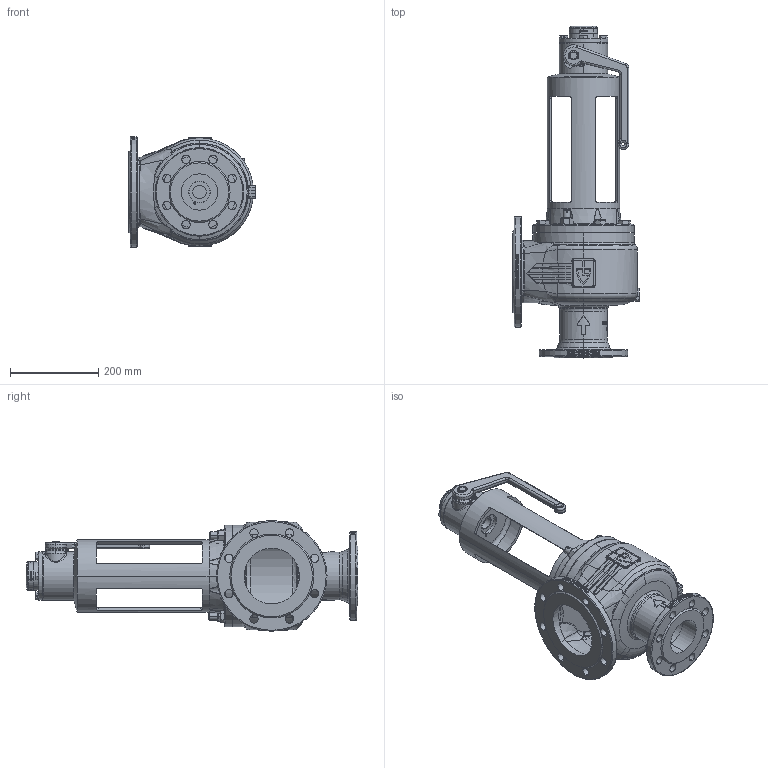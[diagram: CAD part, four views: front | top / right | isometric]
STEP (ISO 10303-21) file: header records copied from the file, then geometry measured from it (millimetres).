
FILE_DESCRIPTION (( 'STEP AP214' ), '1' );
FILE_NAME ('355SGL_80_FLFL_80125_MD.STEP', '2020-08-20T07:16:24', ( '' ), ( '' ), 'SwSTEP 2.0', 'SolidWorks 2020', '' );
FILE_SCHEMA (( 'AUTOMOTIVE_DESIGN' ));
Length unit declared in the file: millimetre
Products named in the file (1): 355SGL_80_FLFL_80125_MD
Bounding box: 286 x 751 x 250 mm (x, y, z)
Volume: 5156387.6 mm3; surface area: 1095457.4 mm2
Topology: 26 solids, 26 shells, 3096 faces, 7787 edges, 4924 vertices
Faces by surface type: plane 1120, bspline 832, cylinder 663, cone 291, torus 172, sphere 18
Entity records: 237732 total; most frequent: CARTESIAN_POINT 135363, ORIENTED_EDGE 15436, DIRECTION 12112, EDGE_CURVE 7718, VERTEX_POINT 4924, AXIS2_PLACEMENT_3D 4814, EDGE_LOOP 3458, UNCERTAINTY_MEASURE_WITH_UNIT 3116
